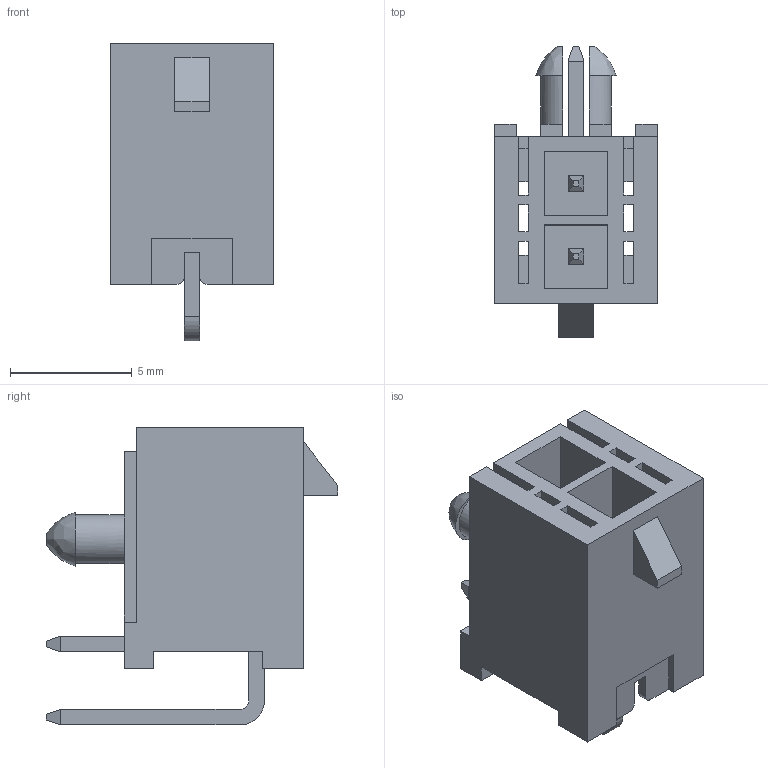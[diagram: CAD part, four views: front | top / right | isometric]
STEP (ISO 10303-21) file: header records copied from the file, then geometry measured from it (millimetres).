
FILE_DESCRIPTION( ( 'Unknown' ), '1' );
FILE_NAME( '66200221022.stp', 'Unknown', ( 'Quentin LAIDEBEUR' ), ( 'WE' ), 'PSStep 15.0.49', 'Sample-box', ' ' );
FILE_SCHEMA( ( 'AUTOMOTIVE_DESIGN { 1 0 10303 214 1 1 1 1 }' ) );
Length unit declared in the file: millimetre
Products named in the file (4): Assem1; 662002235922; 6620xx21022_PIN_COURTE; 6620xx21022_PIN_LONGUE
Assembly tree (3 placements, depth 2):
  Assem1
    662002235922
    6620xx21022_PIN_COURTE
    6620xx21022_PIN_LONGUE
Bounding box: 6.7 x 11.96 x 12.22 mm (x, y, z)
Volume: 317.9 mm3; surface area: 843.2 mm2
Topology: 3 solids, 3 shells, 177 faces, 516 edges, 338 vertices
Faces by surface type: plane 165, cylinder 10, bspline 2
Entity records: 7276 total; most frequent: CARTESIAN_POINT 1065, ORIENTED_EDGE 1032, DIRECTION 904, EDGE_CURVE 516, LINE 486, VECTOR 486, VERTEX_POINT 338, AXIS2_PLACEMENT_3D 209
